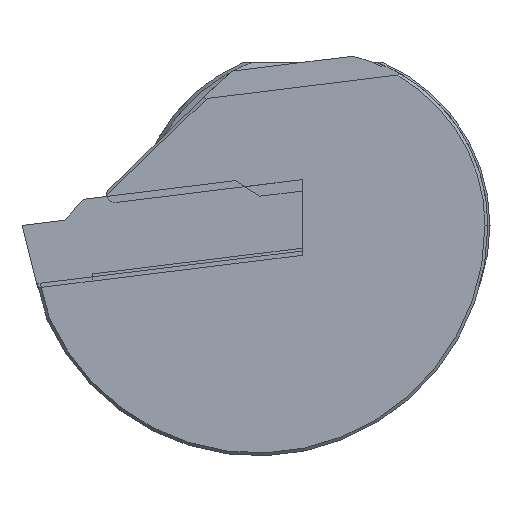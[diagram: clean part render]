
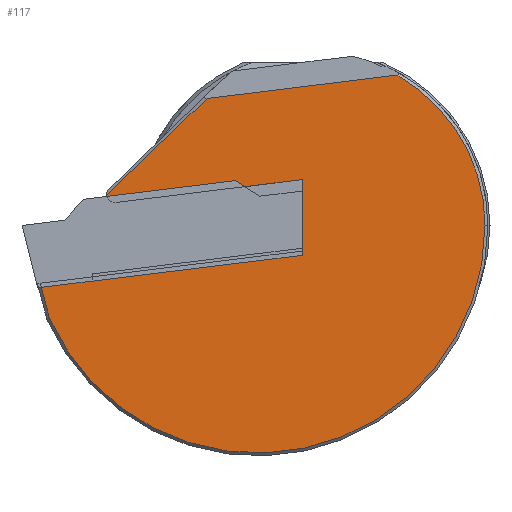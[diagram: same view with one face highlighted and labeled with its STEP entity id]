
A CAD part, left-side view. The second image highlights one B-rep face of the part: STEP entity #117.
In plain terms, the highlighted planar face has unit normal (-1, 0, 0).
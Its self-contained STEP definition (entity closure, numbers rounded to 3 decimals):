
#66=CIRCLE('',#922,16.05);
#67=CIRCLE('',#923,12.15);
#68=CIRCLE('',#924,0.6);
#117=ADVANCED_FACE('',(#200),#164,.F.);
#164=PLANE('',#925);
#200=FACE_OUTER_BOUND('',#246,.T.);
#246=EDGE_LOOP('',(#370,#371,#372,#373,#374,#375,#376,#377,#378));
#370=ORIENTED_EDGE('',*,*,#652,.T.);
#371=ORIENTED_EDGE('',*,*,#653,.T.);
#372=ORIENTED_EDGE('',*,*,#654,.T.);
#373=ORIENTED_EDGE('',*,*,#655,.T.);
#374=ORIENTED_EDGE('',*,*,#656,.T.);
#375=ORIENTED_EDGE('',*,*,#657,.T.);
#376=ORIENTED_EDGE('',*,*,#658,.T.);
#377=ORIENTED_EDGE('',*,*,#659,.T.);
#378=ORIENTED_EDGE('',*,*,#660,.T.);
#558=VERTEX_POINT('',#1318);
#559=VERTEX_POINT('',#1319);
#560=VERTEX_POINT('',#1321);
#561=VERTEX_POINT('',#1323);
#562=VERTEX_POINT('',#1325);
#563=VERTEX_POINT('',#1327);
#564=VERTEX_POINT('',#1329);
#565=VERTEX_POINT('',#1331);
#566=VERTEX_POINT('',#1333);
#652=EDGE_CURVE('',#558,#559,#769,.T.);
#653=EDGE_CURVE('',#559,#560,#770,.T.);
#654=EDGE_CURVE('',#560,#561,#771,.T.);
#655=EDGE_CURVE('',#561,#562,#66,.T.);
#656=EDGE_CURVE('',#562,#563,#67,.T.);
#657=EDGE_CURVE('',#563,#564,#772,.T.);
#658=EDGE_CURVE('',#564,#565,#773,.T.);
#659=EDGE_CURVE('',#565,#566,#68,.T.);
#660=EDGE_CURVE('',#566,#558,#774,.T.);
#769=LINE('',#1317,#857);
#770=LINE('',#1320,#858);
#771=LINE('',#1322,#859);
#772=LINE('',#1328,#860);
#773=LINE('',#1330,#861);
#774=LINE('',#1334,#862);
#857=VECTOR('',#1067,1.);
#858=VECTOR('',#1068,1.);
#859=VECTOR('',#1069,1.);
#860=VECTOR('',#1074,1.);
#861=VECTOR('',#1075,1.);
#862=VECTOR('',#1078,1.);
#922=AXIS2_PLACEMENT_3D('',#1324,#1070,#1071);
#923=AXIS2_PLACEMENT_3D('',#1326,#1072,#1073);
#924=AXIS2_PLACEMENT_3D('',#1332,#1076,#1077);
#925=AXIS2_PLACEMENT_3D('',#1335,#1079,#1080);
#1067=DIRECTION('',(0.,0.,-1.));
#1068=DIRECTION('',(0.,0.993,-0.122));
#1069=DIRECTION('',(0.,-0.259,-0.966));
#1070=DIRECTION('',(-1.,0.,0.));
#1071=DIRECTION('',(0.,0.,-1.));
#1072=DIRECTION('',(-1.,0.,0.));
#1073=DIRECTION('',(0.,0.,-1.));
#1074=DIRECTION('',(0.,0.993,-0.122));
#1075=DIRECTION('',(0.,0.719,-0.695));
#1076=DIRECTION('',(-1.,0.,0.));
#1077=DIRECTION('',(0.,0.,-1.));
#1078=DIRECTION('',(0.,-0.993,0.122));
#1079=DIRECTION('',(1.,0.,0.));
#1080=DIRECTION('',(0.,0.,-1.));
#1317=CARTESIAN_POINT('',(0.35,0.748,0.));
#1318=CARTESIAN_POINT('',(0.35,0.748,3.231));
#1319=CARTESIAN_POINT('',(0.35,0.748,-1.806));
#1320=CARTESIAN_POINT('',(0.35,-20.403,0.791));
#1321=CARTESIAN_POINT('',(0.35,19.218,-4.074));
#1322=CARTESIAN_POINT('',(0.35,17.576,-10.202));
#1323=CARTESIAN_POINT('',(0.35,18.557,-6.539));
#1324=CARTESIAN_POINT('',(0.35,3.9,0.));
#1325=CARTESIAN_POINT('',(0.35,-12.15,0.));
#1326=CARTESIAN_POINT('',(0.35,0.,0.));
#1327=CARTESIAN_POINT('',(0.35,-5.94,10.599));
#1328=CARTESIAN_POINT('',(0.35,-16.681,11.918));
#1329=CARTESIAN_POINT('',(0.35,7.453,8.955));
#1330=CARTESIAN_POINT('',(0.35,-2.537,18.602));
#1331=CARTESIAN_POINT('',(0.35,14.519,2.131));
#1332=CARTESIAN_POINT('',(0.35,13.925,2.218));
#1333=CARTESIAN_POINT('',(0.35,13.852,1.622));
#1334=CARTESIAN_POINT('',(0.35,-19.794,5.753));
#1335=CARTESIAN_POINT('',(0.35,-20.5,0.));
